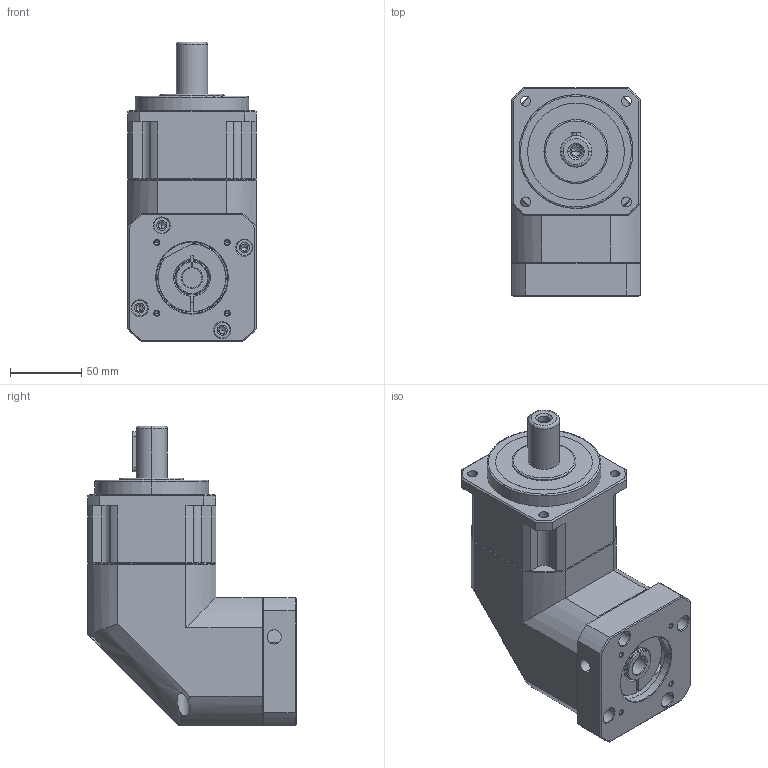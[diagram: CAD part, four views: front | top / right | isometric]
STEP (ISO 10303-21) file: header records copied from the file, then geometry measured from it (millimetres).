
FILE_DESCRIPTION (( 'STEP AP214' ), '1' );
FILE_NAME ('SBL090-L1-14-50-70M4.STEP', '2021-12-25T07:01:08', ( 'admin' ), ( '' ), 'SwSTEP 2.0', 'SolidWorks 2013', '' );
FILE_SCHEMA (( 'AUTOMOTIVE_DESIGN' ));
Length unit declared in the file: millimetre
Products named in the file (6): SBL090_X2_6CD55170_X0_-50-70M4; 19_X2_8F6C_X0_16_X2_5957_X0_; SB090_X2_8F9351FA7AEF_X0_; SBL090_X2_8F9351658F7495017D2773AF_X0_-19; SBL090-19; SBL090-L1-14-50-70M4
Assembly tree (5 placements, depth 2):
  SBL090-L1-14-50-70M4
    SBL090-19
    SBL090_X2_8F9351658F7495017D2773AF_X0_-19
    SB090_X2_8F9351FA7AEF_X0_
    19_X2_8F6C_X0_16_X2_5957_X0_
    SBL090_X2_6CD55170_X0_-50-70M4
Bounding box: 90 x 146.5 x 210.6 mm (x, y, z)
Volume: 1510434.4 mm3; surface area: 173207.3 mm2
Topology: 8 solids, 8 shells, 428 faces, 1072 edges, 665 vertices
Faces by surface type: cylinder 168, plane 152, cone 87, bspline 21
Entity records: 18748 total; most frequent: CARTESIAN_POINT 3659, DIRECTION 2145, ORIENTED_EDGE 2104, EDGE_CURVE 1052, AXIS2_PLACEMENT_3D 837, VERTEX_POINT 665, EDGE_LOOP 493, VECTOR 471
